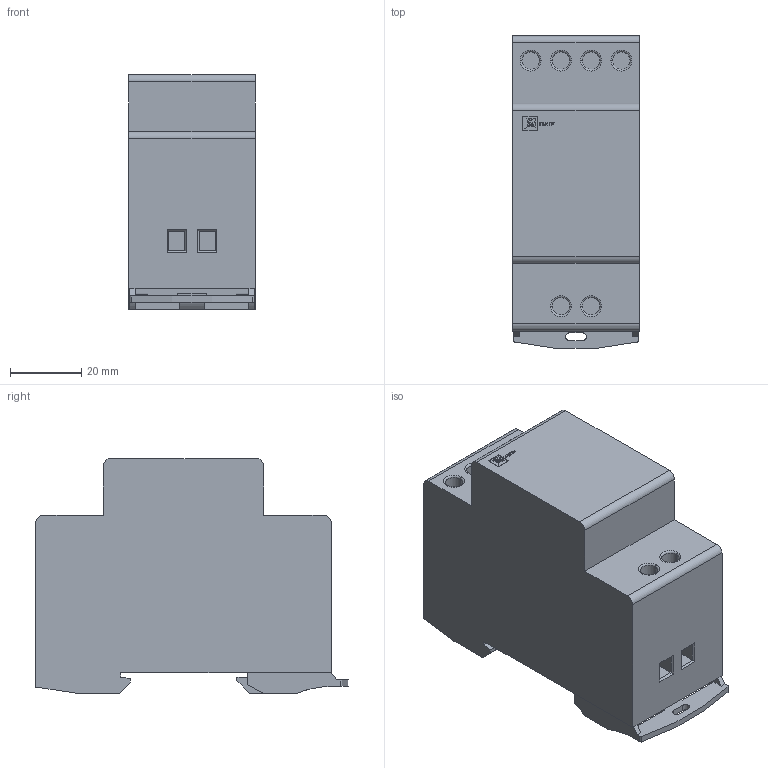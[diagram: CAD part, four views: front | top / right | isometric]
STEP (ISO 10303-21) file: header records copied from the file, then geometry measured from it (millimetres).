
FILE_DESCRIPTION (( 'STEP AP203' ), '1' );
FILE_NAME ('Òðàíñôîðìàòîð çâîíêîâûé ìîäóëüíûé ÂÒ-230Â_12-12Â 15ÂÀ (bt-230 15va).STEP', '2018-09-04T07:33:17', ( '' ), ( '' ), 'SwSTEP 2.0', 'SolidWorks 2017', '' );
FILE_SCHEMA (( 'CONFIG_CONTROL_DESIGN' ));
Length unit declared in the file: millimetre
Products named in the file (1): Òðàíñôîðìàòîð çâîíêîâûé ìîäóëüíûé ÂÒ-230Â_12-12Â 15ÂÀ (bt-230 15va)
Bounding box: 35.5 x 87.78 x 66 mm (x, y, z)
Volume: 156556.1 mm3; surface area: 24836.2 mm2
Topology: 1 solids, 1 shells, 255 faces, 672 edges, 434 vertices
Faces by surface type: plane 189, cylinder 36, bspline 18, torus 12
Entity records: 8383 total; most frequent: CARTESIAN_POINT 2028, ORIENTED_EDGE 1344, DIRECTION 1212, EDGE_CURVE 672, VECTOR 536, LINE 536, VERTEX_POINT 434, AXIS2_PLACEMENT_3D 338
